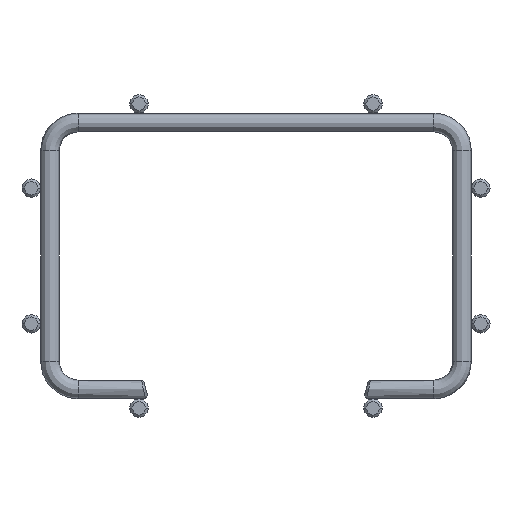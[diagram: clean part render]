
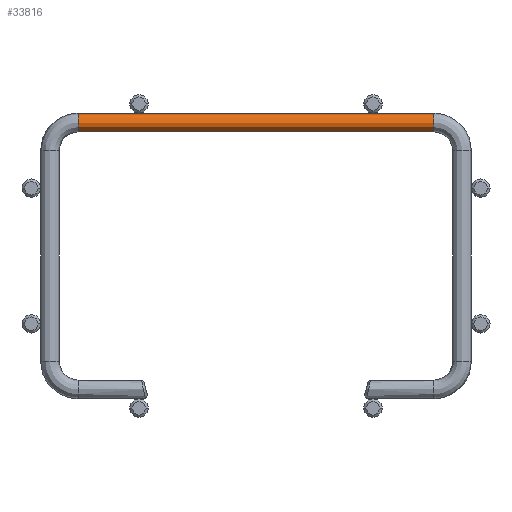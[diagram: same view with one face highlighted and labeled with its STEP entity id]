
A CAD part, front view. The second image highlights one B-rep face of the part: STEP entity #33816.
In plain terms, the highlighted cylindrical face has radius 2 mm (diameter 4 mm), a partial arc.
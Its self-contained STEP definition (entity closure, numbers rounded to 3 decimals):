
#33089=DIRECTION('',(1.,0.,0.));
#33090=VECTOR('',#33089,76.);
#33091=CARTESIAN_POINT('',(-38.,-3002.,-4.));
#33092=LINE('',#33091,#33090);
#33209=CARTESIAN_POINT('',(-38.,-3002.,-2.));
#33210=DIRECTION('',(1.,0.,0.));
#33211=DIRECTION('',(0.,0.,1.));
#33212=AXIS2_PLACEMENT_3D('',#33209,#33210,#33211);
#33214=DIRECTION('',(1.,0.,0.));
#33215=VECTOR('',#33214,76.);
#33216=CARTESIAN_POINT('',(-38.,-3002.,0.));
#33217=LINE('',#33216,#33215);
#33218=CARTESIAN_POINT('',(38.,-3002.,-2.));
#33219=DIRECTION('',(1.,0.,0.));
#33220=DIRECTION('',(0.,0.,1.));
#33221=AXIS2_PLACEMENT_3D('',#33218,#33219,#33220);
#33421=CARTESIAN_POINT('',(-38.,-3002.,-4.));
#33422=CARTESIAN_POINT('',(-38.,-3002.,0.));
#33423=VERTEX_POINT('',#33421);
#33424=VERTEX_POINT('',#33422);
#33425=CARTESIAN_POINT('',(38.,-3002.,-4.));
#33426=CARTESIAN_POINT('',(38.,-3002.,0.));
#33427=VERTEX_POINT('',#33425);
#33428=VERTEX_POINT('',#33426);
#33804=CARTESIAN_POINT('',(-38.,-3002.,-2.));
#33805=DIRECTION('',(1.,0.,0.));
#33806=DIRECTION('',(0.,0.,-1.));
#33807=AXIS2_PLACEMENT_3D('',#33804,#33805,#33806);
#33808=CYLINDRICAL_SURFACE('',#33807,2.);
#33809=ORIENTED_EDGE('',*,*,#33798,.F.);
#33810=ORIENTED_EDGE('',*,*,#33490,.T.);
#33812=ORIENTED_EDGE('',*,*,#33811,.T.);
#33813=ORIENTED_EDGE('',*,*,#33487,.F.);
#33814=EDGE_LOOP('',(#33809,#33810,#33812,#33813));
#33815=FACE_OUTER_BOUND('',#33814,.F.);
#33816=ADVANCED_FACE('',(#33815),#33808,.T.);
#33213=CIRCLE('',#33212,2.);
#33222=CIRCLE('',#33221,2.);
#33487=EDGE_CURVE('',#33423,#33427,#33092,.T.);
#33490=EDGE_CURVE('',#33424,#33428,#33217,.T.);
#33798=EDGE_CURVE('',#33424,#33423,#33213,.T.);
#33811=EDGE_CURVE('',#33428,#33427,#33222,.T.);
